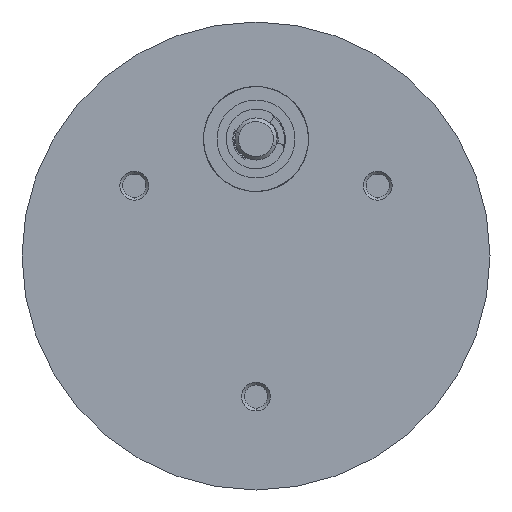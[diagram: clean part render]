
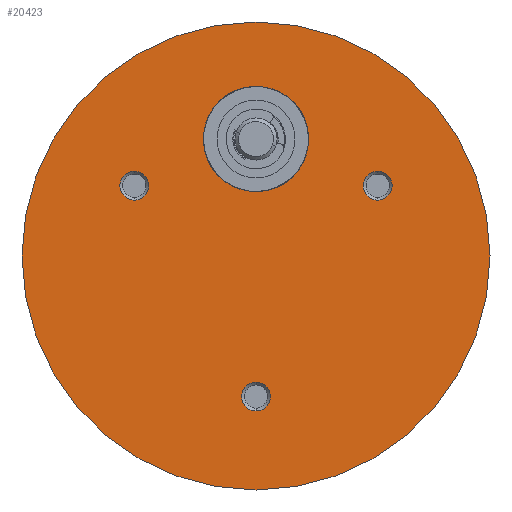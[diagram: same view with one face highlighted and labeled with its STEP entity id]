
A CAD part, front view. The second image highlights one B-rep face of the part: STEP entity #20423.
In plain terms, the highlighted planar face has unit normal (0, -1, 0).
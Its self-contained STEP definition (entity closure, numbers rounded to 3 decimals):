
#30 = CARTESIAN_POINT ( 'NONE',  ( 0., 0., 33.3 ) ) ;
#160 = CARTESIAN_POINT ( 'NONE',  ( -17.321, 0., 12.05 ) ) ;
#785 = AXIS2_PLACEMENT_3D ( 'NONE', #4925, #4927, #4929 ) ;
#787 = CIRCLE ( 'NONE', #785, 2.05 ) ;
#1189 = VERTEX_POINT ( 'NONE', #160 ) ;
#1796 = VERTEX_POINT ( 'NONE', #30 ) ;
#1867 = VERTEX_POINT ( 'NONE', #8046 ) ;
#1875 = VERTEX_POINT ( 'NONE', #8043 ) ;
#1877 = VERTEX_POINT ( 'NONE', #8058 ) ;
#2052 = ORIENTED_EDGE ( 'NONE', *, *, #15219, .F. ) ;
#2320 = ORIENTED_EDGE ( 'NONE', *, *, #15170, .F. ) ;
#2321 = ORIENTED_EDGE ( 'NONE', *, *, #15165, .F. ) ;
#2322 = ORIENTED_EDGE ( 'NONE', *, *, #15172, .F. ) ;
#3392 = EDGE_LOOP ( 'NONE', ( #13123, #2052 ) ) ;
#3425 = EDGE_LOOP ( 'NONE', ( #2320, #13197 ) ) ;
#3430 = EDGE_LOOP ( 'NONE', ( #13300, #13299 ) ) ;
#3431 = EDGE_LOOP ( 'NONE', ( #13050, #13064 ) ) ;
#3442 = EDGE_LOOP ( 'NONE', ( #2322, #2321 ) ) ;
#4127 = CARTESIAN_POINT ( 'NONE',  ( 0., 0., 0. ) ) ;
#4129 = DIRECTION ( 'NONE',  ( 0., 1., 0. ) ) ;
#4132 = DIRECTION ( 'NONE',  ( 0., 0., 1. ) ) ;
#4171 = CARTESIAN_POINT ( 'NONE',  ( 0., 0., 0. ) ) ;
#4174 = DIRECTION ( 'NONE',  ( 0., 1., 0. ) ) ;
#4177 = DIRECTION ( 'NONE',  ( 0., 0., 1. ) ) ;
#4354 = CARTESIAN_POINT ( 'NONE',  ( -17.321, 0., 10. ) ) ;
#4356 = DIRECTION ( 'NONE',  ( 0., -1., 0. ) ) ;
#4357 = DIRECTION ( 'NONE',  ( 0., 0., -1. ) ) ;
#4395 = CARTESIAN_POINT ( 'NONE',  ( -17.321, 0., 10. ) ) ;
#4397 = DIRECTION ( 'NONE',  ( 0., -1., 0. ) ) ;
#4399 = DIRECTION ( 'NONE',  ( 0., 0., -1. ) ) ;
#4423 = CARTESIAN_POINT ( 'NONE',  ( 17.321, 0., 10. ) ) ;
#4425 = DIRECTION ( 'NONE',  ( 0., -1., 0. ) ) ;
#4427 = DIRECTION ( 'NONE',  ( 0., 0., -1. ) ) ;
#4447 = CARTESIAN_POINT ( 'NONE',  ( 0., 0., 16.65 ) ) ;
#4449 = DIRECTION ( 'NONE',  ( 0., -1., 0. ) ) ;
#4451 = DIRECTION ( 'NONE',  ( 0., 0., 1. ) ) ;
#4457 = CARTESIAN_POINT ( 'NONE',  ( 0., 0., 16.65 ) ) ;
#4459 = DIRECTION ( 'NONE',  ( 0., -1., 0. ) ) ;
#4461 = DIRECTION ( 'NONE',  ( 0., 0., 1. ) ) ;
#4464 = CARTESIAN_POINT ( 'NONE',  ( 17.321, 0., 10. ) ) ;
#4465 = DIRECTION ( 'NONE',  ( 0., -1., 0. ) ) ;
#4466 = DIRECTION ( 'NONE',  ( 0., 0., -1. ) ) ;
#4697 = FACE_OUTER_BOUND ( 'NONE', #3430, .T. ) ;
#4698 = FACE_BOUND ( 'NONE', #3431, .T. ) ;
#4700 = PLANE ( 'NONE',  #23366 ) ;
#4701 = FACE_BOUND ( 'NONE', #3392, .T. ) ;
#4704 = FACE_BOUND ( 'NONE', #3442, .T. ) ;
#4706 = FACE_BOUND ( 'NONE', #3425, .T. ) ;
#4729 = CARTESIAN_POINT ( 'NONE',  ( 0., 0., 0. ) ) ;
#4730 = DIRECTION ( 'NONE',  ( 0., 1., 0. ) ) ;
#4731 = DIRECTION ( 'NONE',  ( 0., 0., 1. ) ) ;
#4925 = CARTESIAN_POINT ( 'NONE',  ( 0., 0., -20. ) ) ;
#4927 = DIRECTION ( 'NONE',  ( 0., -1., 0. ) ) ;
#4929 = DIRECTION ( 'NONE',  ( 0., 0., -1. ) ) ;
#5100 = CARTESIAN_POINT ( 'NONE',  ( 0., 0., -20. ) ) ;
#5101 = DIRECTION ( 'NONE',  ( 0., -1., 0. ) ) ;
#5102 = DIRECTION ( 'NONE',  ( 0., 0., -1. ) ) ;
#6961 = CARTESIAN_POINT ( 'NONE',  ( 0., 0., 23.15 ) ) ;
#6966 = CARTESIAN_POINT ( 'NONE',  ( 0., 0., 10.15 ) ) ;
#7727 = CARTESIAN_POINT ( 'NONE',  ( -17.321, 0., 7.95 ) ) ;
#8043 = CARTESIAN_POINT ( 'NONE',  ( 17.321, 0., 7.95 ) ) ;
#8046 = CARTESIAN_POINT ( 'NONE',  ( 17.321, 0., 12.05 ) ) ;
#8058 = CARTESIAN_POINT ( 'NONE',  ( 0., 0., -17.95 ) ) ;
#8398 = AXIS2_PLACEMENT_3D ( 'NONE', #4127, #4129, #4132 ) ;
#8405 = CIRCLE ( 'NONE', #8398, 33.3 ) ;
#8586 = CIRCLE ( 'NONE', #8624, 33.3 ) ;
#8624 = AXIS2_PLACEMENT_3D ( 'NONE', #4171, #4174, #4177 ) ;
#9717 = CARTESIAN_POINT ( 'NONE',  ( 0., 0., -33.3 ) ) ;
#9791 = CARTESIAN_POINT ( 'NONE',  ( 0., 0., -22.05 ) ) ;
#10494 = VERTEX_POINT ( 'NONE', #9717 ) ;
#10533 = VERTEX_POINT ( 'NONE', #9791 ) ;
#11601 = VERTEX_POINT ( 'NONE', #6966 ) ;
#11604 = VERTEX_POINT ( 'NONE', #6961 ) ;
#13050 = ORIENTED_EDGE ( 'NONE', *, *, #15153, .F. ) ;
#13064 = ORIENTED_EDGE ( 'NONE', *, *, #15160, .F. ) ;
#13123 = ORIENTED_EDGE ( 'NONE', *, *, #15199, .F. ) ;
#13197 = ORIENTED_EDGE ( 'NONE', *, *, #15171, .F. ) ;
#13299 = ORIENTED_EDGE ( 'NONE', *, *, #15134, .F. ) ;
#13300 = ORIENTED_EDGE ( 'NONE', *, *, #15138, .F. ) ;
#14633 = CIRCLE ( 'NONE', #14651, 2.05 ) ;
#14651 = AXIS2_PLACEMENT_3D ( 'NONE', #5100, #5101, #5102 ) ;
#14900 = VERTEX_POINT ( 'NONE', #7727 ) ;
#15134 = EDGE_CURVE ( 'NONE', #1796, #10494, #8405, .T. ) ;
#15138 = EDGE_CURVE ( 'NONE', #10494, #1796, #8586, .T. ) ;
#15153 = EDGE_CURVE ( 'NONE', #14900, #1189, #23572, .T. ) ;
#15160 = EDGE_CURVE ( 'NONE', #1189, #14900, #23557, .T. ) ;
#15165 = EDGE_CURVE ( 'NONE', #1867, #1875, #23529, .T. ) ;
#15170 = EDGE_CURVE ( 'NONE', #11604, #11601, #23504, .T. ) ;
#15171 = EDGE_CURVE ( 'NONE', #11601, #11604, #23594, .T. ) ;
#15172 = EDGE_CURVE ( 'NONE', #1875, #1867, #23558, .T. ) ;
#15199 = EDGE_CURVE ( 'NONE', #10533, #1877, #787, .T. ) ;
#15219 = EDGE_CURVE ( 'NONE', #1877, #10533, #14633, .T. ) ;
#20423 = ADVANCED_FACE ( 'NONE', ( #4698, #4701, #4704, #4706, #4697 ), #4700, .F. ) ;
#23366 = AXIS2_PLACEMENT_3D ( 'NONE', #4729, #4730, #4731 ) ;
#23504 = CIRCLE ( 'NONE', #23526, 6.5 ) ;
#23506 = AXIS2_PLACEMENT_3D ( 'NONE', #4464, #4465, #4466 ) ;
#23514 = AXIS2_PLACEMENT_3D ( 'NONE', #4423, #4425, #4427 ) ;
#23526 = AXIS2_PLACEMENT_3D ( 'NONE', #4447, #4449, #4451 ) ;
#23529 = CIRCLE ( 'NONE', #23514, 2.05 ) ;
#23538 = AXIS2_PLACEMENT_3D ( 'NONE', #4395, #4397, #4399 ) ;
#23557 = CIRCLE ( 'NONE', #23538, 2.05 ) ;
#23558 = CIRCLE ( 'NONE', #23506, 2.05 ) ;
#23562 = AXIS2_PLACEMENT_3D ( 'NONE', #4354, #4356, #4357 ) ;
#23563 = AXIS2_PLACEMENT_3D ( 'NONE', #4457, #4459, #4461 ) ;
#23572 = CIRCLE ( 'NONE', #23562, 2.05 ) ;
#23594 = CIRCLE ( 'NONE', #23563, 6.5 ) ;
